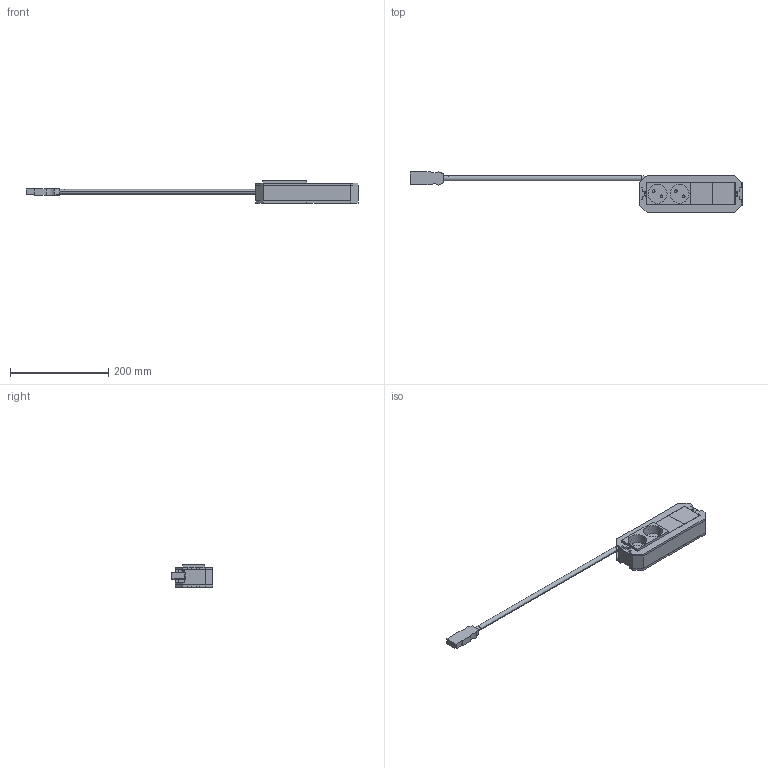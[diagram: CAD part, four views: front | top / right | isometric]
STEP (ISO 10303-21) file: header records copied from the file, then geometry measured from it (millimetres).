
FILE_DESCRIPTION (( 'STEP AP214' ), '1' );
FILE_NAME ('7404613.stp', '2020-12-09T10:29:36', ( '' ), ( '' ), 'SwSTEP 2.0', 'SolidWorks 2020', '' );
FILE_SCHEMA (( 'AUTOMOTIVE_DESIGN' ));
Length unit declared in the file: millimetre
Products named in the file (12): 044040_Standard; 071656_Standard; 044406_Standard; 077657_Standard; P_0000011081_1_Stecker; 109367_f〉 konfektionierten UT; 044047_Standard; 072941_Standard; 109367T1_f〉 konfektionierten UT; 7404613; 30324E_Standard; 071650_Standard
Assembly tree (13 placements, depth 4):
  7404613
    072941_Standard
    071650_Standard  x2
    071656_Standard
    044406_Standard
      044047_Standard
      077657_Standard
        044040_Standard
    109367_f〉 konfektionierten UT
      P_0000011081_1_Stecker
      109367T1_f〉 konfektionierten UT
    30324E_Standard  x2
Bounding box: 675.61 x 83.45 x 45.25 mm (x, y, z)
Volume: 372194.2 mm3; surface area: 152907.7 mm2
Topology: 10 solids, 10 shells, 188 faces, 476 edges, 316 vertices
Faces by surface type: plane 152, cylinder 34, torus 2
Entity records: 5467 total; most frequent: CARTESIAN_POINT 887, DIRECTION 862, ORIENTED_EDGE 844, EDGE_CURVE 422, LINE 352, VECTOR 352, VERTEX_POINT 280, AXIS2_PLACEMENT_3D 255
